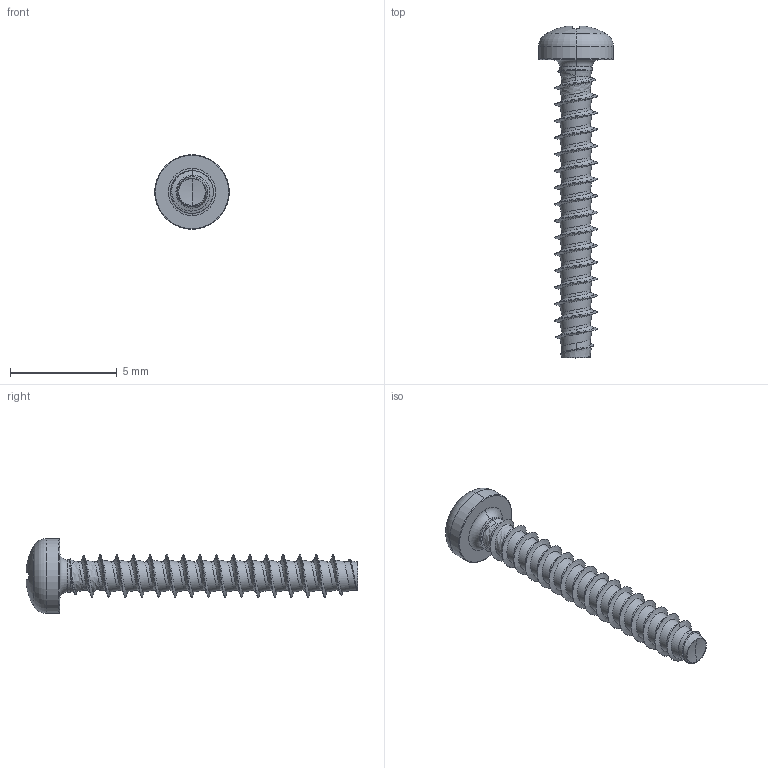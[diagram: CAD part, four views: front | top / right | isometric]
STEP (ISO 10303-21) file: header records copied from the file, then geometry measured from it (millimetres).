
FILE_DESCRIPTION (( 'STEP AP203' ), '1' );
FILE_NAME ('STP320200140.STEP', '2017-08-15T13:58:02', ( '' ), ( '' ), 'SwSTEP 2.0', 'SolidWorks 2015', '' );
FILE_SCHEMA (( 'CONFIG_CONTROL_DESIGN' ));
Length unit declared in the file: millimetre
Products named in the file (1): STP320200140
Bounding box: 3.5 x 15.57 x 3.5 mm (x, y, z)
Volume: 35.9 mm3; surface area: 134.7 mm2
Topology: 1 solids, 1 shells, 198 faces, 465 edges, 269 vertices
Faces by surface type: cylinder 60, bspline 51, torus 28, sphere 28, plane 22, cone 9
Entity records: 23009 total; most frequent: CARTESIAN_POINT 18893, ORIENTED_EDGE 926, DIRECTION 765, EDGE_CURVE 463, AXIS2_PLACEMENT_3D 336, VERTEX_POINT 269, EDGE_LOOP 200, FACE_OUTER_BOUND 198
